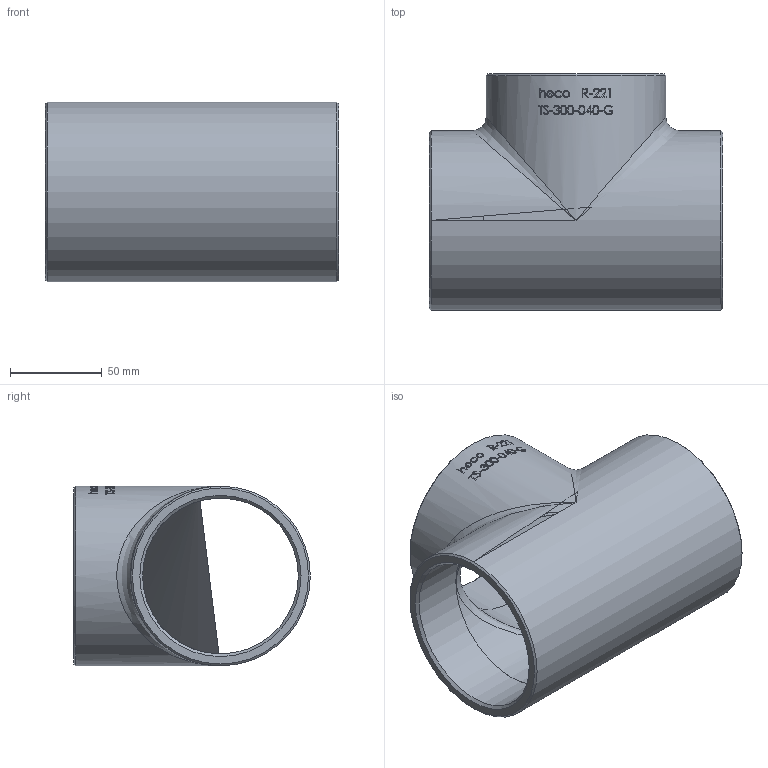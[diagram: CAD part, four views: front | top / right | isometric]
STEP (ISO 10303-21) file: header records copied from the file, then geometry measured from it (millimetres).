
FILE_DESCRIPTION (( 'STEP AP214' ), '1' );
FILE_NAME ('TS-300-040-G R-221 T-Stück 2011.STEP', '2020-11-18T09:20:29', ( '' ), ( '' ), 'SwSTEP 2.0', 'SolidWorks 2019', '' );
FILE_SCHEMA (( 'AUTOMOTIVE_DESIGN' ));
Length unit declared in the file: millimetre
Products named in the file (1): TS-300-040-G R-221 T-Stück 2011
Bounding box: 160 x 129 x 98 mm (x, y, z)
Volume: 340277.1 mm3; surface area: 108025.4 mm2
Topology: 1 solids, 1 shells, 52 faces, 265 edges, 238 vertices
Faces by surface type: cylinder 36, plane 6, cone 6, bspline 4
Full cylindrical faces by diameter (mm): 84.906 x2, 84.926 x3, 98 x2
Entity records: 8049 total; most frequent: CARTESIAN_POINT 5902, ORIENTED_EDGE 480, DIRECTION 247, EDGE_CURVE 240, VERTEX_POINT 236, B_SPLINE_CURVE_WITH_KNOTS 142, AXIS2_PLACEMENT_3D 108, EDGE_LOOP 102
